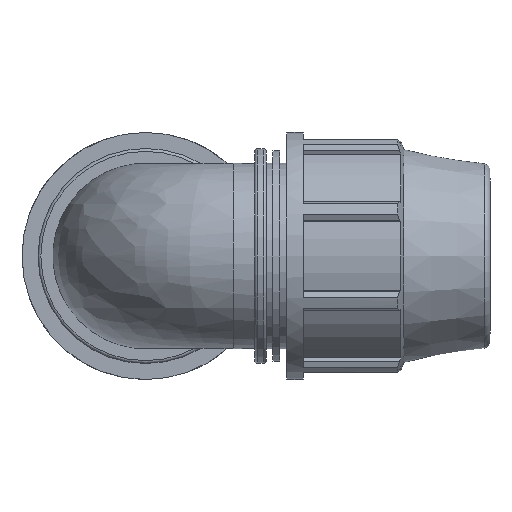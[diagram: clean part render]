
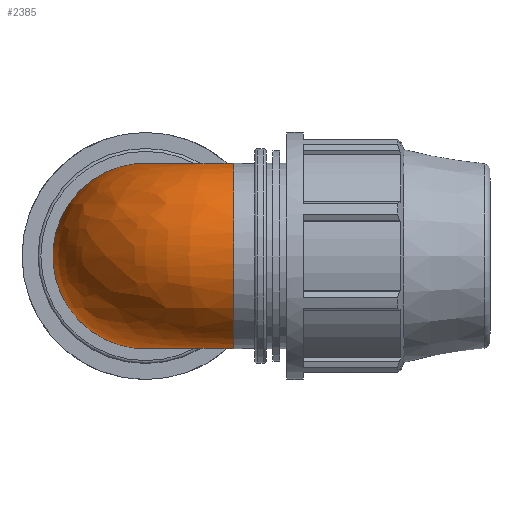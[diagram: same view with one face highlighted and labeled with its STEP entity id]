
A CAD part, front view. The second image highlights one B-rep face of the part: STEP entity #2385.
In plain terms, the highlighted free-form (B-spline) face has degree [2, 2] with [9, 3] control points.
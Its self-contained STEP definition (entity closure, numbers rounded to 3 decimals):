
#23=(
BOUNDED_SURFACE()
B_SPLINE_SURFACE(2,2,((#4005,#4006,#4007),(#4008,#4009,#4010),(#4011,#4012,
#4013),(#4014,#4015,#4016),(#4017,#4018,#4019),(#4020,#4021,#4022),(#4023,
#4024,#4025),(#4026,#4027,#4028),(#4029,#4030,#4031)),.UNSPECIFIED.,.F.,
 .F.,.F.)
B_SPLINE_SURFACE_WITH_KNOTS((3,2,2,2,3),(3,3),(-2.476,-1.238,
0.,1.238,2.476),(-1.571,
0.),.UNSPECIFIED.)
GEOMETRIC_REPRESENTATION_ITEM()
RATIONAL_B_SPLINE_SURFACE(((1.,0.707,1.),(0.815,
0.576,0.815),(1.,0.707,1.),(0.815,
0.576,0.815),(1.,0.707,1.),(0.815,
0.576,0.815),(1.,0.707,1.),(0.815,
0.576,0.815),(1.,0.707,1.)))
REPRESENTATION_ITEM('')
SURFACE()
);
#36=B_SPLINE_CURVE_WITH_KNOTS('',3,(#3939,#3940,#3941,#3942,#3943,#3944,
#3945,#3946,#3947,#3948,#3949,#3950,#3951,#3952),.UNSPECIFIED.,.F.,.F.,
(4,2,2,2,2,2,4),(-0.002,0.,0.424,0.815,
1.065,1.325,1.327),.UNSPECIFIED.);
#38=B_SPLINE_CURVE_WITH_KNOTS('',3,(#3975,#3976,#3977,#3978,#3979,#3980,
#3981,#3982,#3983,#3984,#3985,#3986,#3987,#3988),.UNSPECIFIED.,.F.,.F.,
(4,2,2,2,2,2,4),(-0.002,0.,0.26,0.51,
0.901,1.324,1.326),.UNSPECIFIED.);
#208=FACE_OUTER_BOUND('',#356,.T.);
#356=EDGE_LOOP('',(#1825,#1826,#1827,#1828));
#523=CIRCLE('',#2582,49.5);
#524=CIRCLE('',#2583,49.5);
#1124=VERTEX_POINT('',#3936);
#1125=VERTEX_POINT('',#3938);
#1128=VERTEX_POINT('',#3972);
#1129=VERTEX_POINT('',#3974);
#1405=EDGE_CURVE('',#1125,#1124,#36,.T.);
#1409=EDGE_CURVE('',#1129,#1128,#38,.T.);
#1417=EDGE_CURVE('',#1129,#1124,#523,.T.);
#1418=EDGE_CURVE('',#1125,#1128,#524,.T.);
#1825=ORIENTED_EDGE('',*,*,#1405,.T.);
#1826=ORIENTED_EDGE('',*,*,#1417,.F.);
#1827=ORIENTED_EDGE('',*,*,#1409,.T.);
#1828=ORIENTED_EDGE('',*,*,#1418,.F.);
#2385=ADVANCED_FACE('',(#208),#23,.F.);
#2582=AXIS2_PLACEMENT_3D('',#4032,#3090,#3091);
#2583=AXIS2_PLACEMENT_3D('',#4033,#3092,#3093);
#3090=DIRECTION('center_axis',(1.,0.,0.));
#3091=DIRECTION('ref_axis',(0.,0.,-1.));
#3092=DIRECTION('center_axis',(0.,1.,0.));
#3093=DIRECTION('ref_axis',(0.,0.,-1.));
#3936=CARTESIAN_POINT('',(47.,38.296,-31.363));
#3938=CARTESIAN_POINT('',(38.296,47.,-31.363));
#3939=CARTESIAN_POINT('Ctrl Pts',(38.296,47.,-31.363));
#3940=CARTESIAN_POINT('Ctrl Pts',(38.297,46.995,-31.362));
#3941=CARTESIAN_POINT('Ctrl Pts',(38.298,46.99,-31.361));
#3942=CARTESIAN_POINT('Ctrl Pts',(38.546,45.627,-31.061));
#3943=CARTESIAN_POINT('Ctrl Pts',(39.044,44.316,-30.837));
#3944=CARTESIAN_POINT('Ctrl Pts',(40.485,42.028,-30.602));
#3945=CARTESIAN_POINT('Ctrl Pts',(41.369,41.067,-30.581));
#3946=CARTESIAN_POINT('Ctrl Pts',(43.074,39.788,-30.699));
#3947=CARTESIAN_POINT('Ctrl Pts',(43.792,39.372,-30.782));
#3948=CARTESIAN_POINT('Ctrl Pts',(45.333,38.698,-31.02));
#3949=CARTESIAN_POINT('Ctrl Pts',(46.152,38.451,-31.176));
#3950=CARTESIAN_POINT('Ctrl Pts',(46.99,38.298,-31.361));
#3951=CARTESIAN_POINT('Ctrl Pts',(46.995,38.297,-31.362));
#3952=CARTESIAN_POINT('Ctrl Pts',(47.,38.296,-31.363));
#3972=CARTESIAN_POINT('',(38.296,47.,31.363));
#3974=CARTESIAN_POINT('',(47.,38.296,31.363));
#3975=CARTESIAN_POINT('Ctrl Pts',(47.,38.296,31.363));
#3976=CARTESIAN_POINT('Ctrl Pts',(46.995,38.297,31.362));
#3977=CARTESIAN_POINT('Ctrl Pts',(46.99,38.298,31.361));
#3978=CARTESIAN_POINT('Ctrl Pts',(46.152,38.451,31.176));
#3979=CARTESIAN_POINT('Ctrl Pts',(45.333,38.698,31.02));
#3980=CARTESIAN_POINT('Ctrl Pts',(43.792,39.372,30.782));
#3981=CARTESIAN_POINT('Ctrl Pts',(43.074,39.788,30.699));
#3982=CARTESIAN_POINT('Ctrl Pts',(41.369,41.067,30.581));
#3983=CARTESIAN_POINT('Ctrl Pts',(40.485,42.028,30.602));
#3984=CARTESIAN_POINT('Ctrl Pts',(39.044,44.316,30.837));
#3985=CARTESIAN_POINT('Ctrl Pts',(38.546,45.627,31.061));
#3986=CARTESIAN_POINT('Ctrl Pts',(38.298,46.99,31.361));
#3987=CARTESIAN_POINT('Ctrl Pts',(38.297,46.995,31.362));
#3988=CARTESIAN_POINT('Ctrl Pts',(38.296,47.,31.363));
#4005=CARTESIAN_POINT('Ctrl Pts',(47.,38.924,30.581));
#4006=CARTESIAN_POINT('Ctrl Pts',(38.924,38.924,30.581));
#4007=CARTESIAN_POINT('Ctrl Pts',(38.924,47.,30.581));
#4008=CARTESIAN_POINT('Ctrl Pts',(47.,17.142,58.305));
#4009=CARTESIAN_POINT('Ctrl Pts',(17.142,17.142,58.305));
#4010=CARTESIAN_POINT('Ctrl Pts',(17.142,47.,58.305));
#4011=CARTESIAN_POINT('Ctrl Pts',(47.,-16.179,46.781));
#4012=CARTESIAN_POINT('Ctrl Pts',(-16.179,-16.179,46.781));
#4013=CARTESIAN_POINT('Ctrl Pts',(-16.179,47.,46.781));
#4014=CARTESIAN_POINT('Ctrl Pts',(47.,-49.5,35.257));
#4015=CARTESIAN_POINT('Ctrl Pts',(-49.5,-49.5,35.257));
#4016=CARTESIAN_POINT('Ctrl Pts',(-49.5,47.,35.257));
#4017=CARTESIAN_POINT('Ctrl Pts',(47.,-49.5,0.));
#4018=CARTESIAN_POINT('Ctrl Pts',(-49.5,-49.5,0.));
#4019=CARTESIAN_POINT('Ctrl Pts',(-49.5,47.,0.));
#4020=CARTESIAN_POINT('Ctrl Pts',(47.,-49.5,-35.257));
#4021=CARTESIAN_POINT('Ctrl Pts',(-49.5,-49.5,-35.257));
#4022=CARTESIAN_POINT('Ctrl Pts',(-49.5,47.,-35.257));
#4023=CARTESIAN_POINT('Ctrl Pts',(47.,-16.179,-46.781));
#4024=CARTESIAN_POINT('Ctrl Pts',(-16.179,-16.179,-46.781));
#4025=CARTESIAN_POINT('Ctrl Pts',(-16.179,47.,-46.781));
#4026=CARTESIAN_POINT('Ctrl Pts',(47.,17.142,-58.305));
#4027=CARTESIAN_POINT('Ctrl Pts',(17.142,17.142,-58.305));
#4028=CARTESIAN_POINT('Ctrl Pts',(17.142,47.,-58.305));
#4029=CARTESIAN_POINT('Ctrl Pts',(47.,38.924,-30.581));
#4030=CARTESIAN_POINT('Ctrl Pts',(38.924,38.924,-30.581));
#4031=CARTESIAN_POINT('Ctrl Pts',(38.924,47.,-30.581));
#4032=CARTESIAN_POINT('Origin',(47.,0.,0.));
#4033=CARTESIAN_POINT('Origin',(0.,47.,0.));
